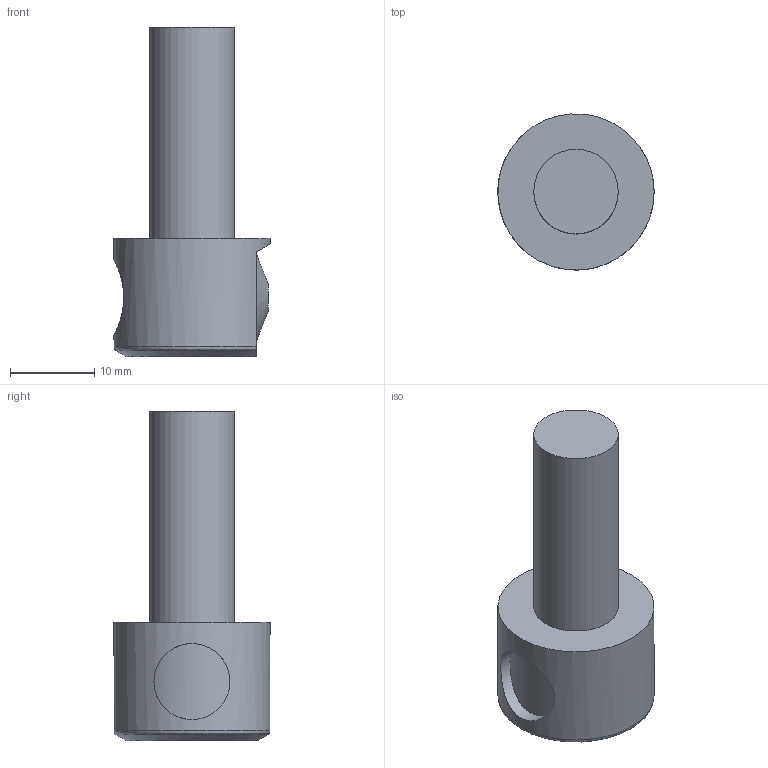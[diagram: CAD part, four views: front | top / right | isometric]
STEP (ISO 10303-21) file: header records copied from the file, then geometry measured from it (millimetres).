
FILE_DESCRIPTION((''),'1');
FILE_NAME('EWN04-7ST10.stp','2022-09-26T07:46:26',(''),(''),'Spatial Interop R21 SP3','Kubotek KeyCreator 2011 V10.0.2 (22737)',' ');
FILE_SCHEMA(('automotive_design'));
Length unit declared in the file: millimetre
Products named in the file (1): STEPLayer 1[1]
Bounding box: 18.5 x 18.48 x 39 mm (x, y, z)
Volume: 5503.9 mm3; surface area: 2136.1 mm2
Topology: 1 solids, 1 shells, 13 faces, 26 edges, 18 vertices
Faces by surface type: plane 6, cylinder 4, cone 2, torus 1
Full cylindrical faces by diameter (mm): 9 x1, 10 x1, 18.5 x1
Entity records: 826 total; most frequent: CARTESIAN_POINT 223, PRESENTATION_STYLE_ASSIGNMENT 63, COLOUR_RGB 63, STYLED_ITEM 49, DIRECTION 48, ORIENTED_EDGE 42, CURVE_STYLE 35, DRAUGHTING_PRE_DEFINED_CURVE_FONT 35
